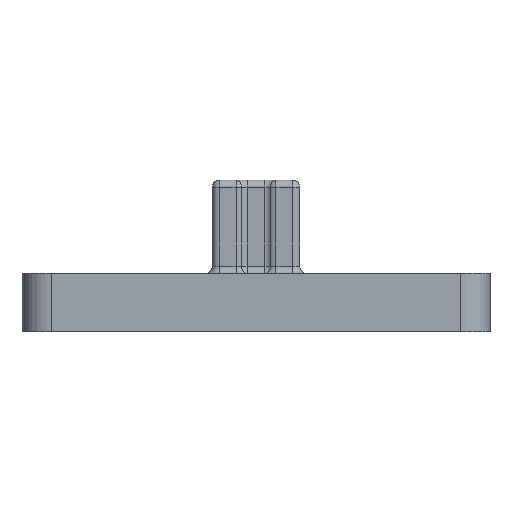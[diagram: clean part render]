
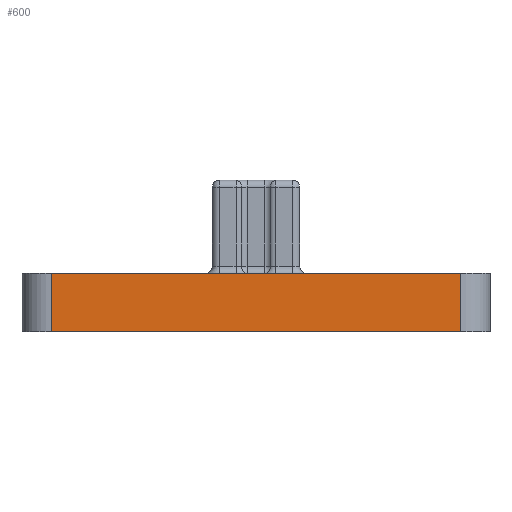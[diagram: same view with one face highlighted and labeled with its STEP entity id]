
A CAD part, front view. The second image highlights one B-rep face of the part: STEP entity #600.
In plain terms, the highlighted planar face has unit normal (0, -1, 0).
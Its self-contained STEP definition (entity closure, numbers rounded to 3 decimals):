
#318=CARTESIAN_POINT('',(-7.025,-8.525,2.));
#319=VERTEX_POINT('',#318);
#327=CARTESIAN_POINT('',(7.025,-8.525,2.));
#328=VERTEX_POINT('',#327);
#329=CARTESIAN_POINT('',(-7.025,-8.525,2.));
#330=DIRECTION('',(1.,-0.,-0.));
#331=VECTOR('',#330,14.05);
#332=LINE('',#329,#331);
#333=EDGE_CURVE('',#319,#328,#332,.T.);
#474=CARTESIAN_POINT('',(7.025,-8.525,-0.));
#475=VERTEX_POINT('',#474);
#483=CARTESIAN_POINT('',(-7.025,-8.525,-0.));
#484=VERTEX_POINT('',#483);
#485=CARTESIAN_POINT('',(-7.025,-8.525,-0.));
#486=DIRECTION('',(1.,-0.,-0.));
#487=VECTOR('',#486,14.05);
#488=LINE('',#485,#487);
#489=EDGE_CURVE('',#484,#475,#488,.T.);
#579=CARTESIAN_POINT('',(6.475,-8.525,3.5));
#580=DIRECTION('',(-0.,-1.,-0.));
#581=DIRECTION('',(-1.,0.,0.));
#582=AXIS2_PLACEMENT_3D('',#579,#580,#581);
#583=PLANE('',#582);
#584=ORIENTED_EDGE('',*,*,#489,.T.);
#585=CARTESIAN_POINT('',(7.025,-8.525,-0.));
#586=DIRECTION('',(-0.,-0.,1.));
#587=VECTOR('',#586,2.);
#588=LINE('',#585,#587);
#589=EDGE_CURVE('',#475,#328,#588,.T.);
#590=ORIENTED_EDGE('',*,*,#589,.T.);
#591=ORIENTED_EDGE('',*,*,#333,.F.);
#592=CARTESIAN_POINT('',(-7.025,-8.525,2.));
#593=DIRECTION('',(0.,0.,-1.));
#594=VECTOR('',#593,2.);
#595=LINE('',#592,#594);
#596=EDGE_CURVE('',#319,#484,#595,.T.);
#597=ORIENTED_EDGE('',*,*,#596,.T.);
#598=EDGE_LOOP('',(#584,#590,#591,#597));
#599=FACE_BOUND('',#598,.T.);
#600=ADVANCED_FACE('',(#599),#583,.T.);
